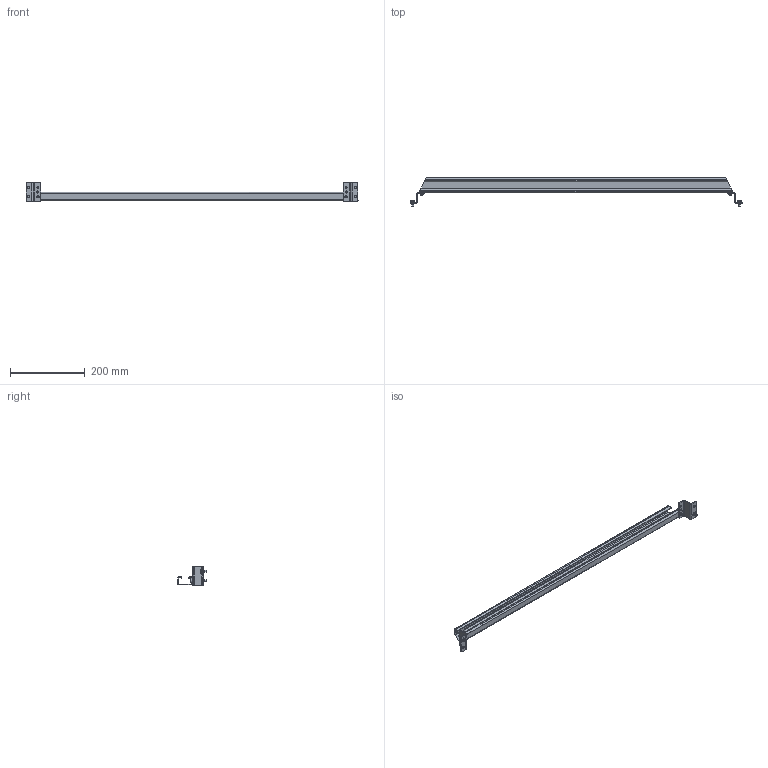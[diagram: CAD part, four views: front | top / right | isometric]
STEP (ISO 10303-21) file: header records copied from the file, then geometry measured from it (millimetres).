
FILE_DESCRIPTION(('STEP AP214'),'1');
FILE_NAME('cctmp_EA02A37A-652A-43DE-AA0A-7563251BDB69_2024_05_06_11_44_23_0838..stp','2024-05-06T09:44:24',('SIEMENS A&D'),('CADClick - www.CADClick.com'),'Spatial InterOp 3D',' ','unknown authorization');
FILE_SCHEMA(('AUTOMOTIVE_DESIGN'));
Length unit declared in the file: millimetre
Products named in the file (8): cc_unnamed; 2024_05_06_11_44_23_0822; 2024_05_06_11_44_23_0780; 2024_05_06_11_44_23_0749; 2024_05_06_11_44_23_0718; 2024_05_06_11_44_23_0686; 2024_05_06_11_44_23_0655; 2024_05_06_11_44_23_0624
Assembly tree (7 placements, depth 2):
  cc_unnamed
    2024_05_06_11_44_23_0822
    2024_05_06_11_44_23_0780
    2024_05_06_11_44_23_0749
    2024_05_06_11_44_23_0718
    2024_05_06_11_44_23_0686
    2024_05_06_11_44_23_0655
    2024_05_06_11_44_23_0624
Bounding box: 889 x 76 x 50 mm (x, y, z)
Volume: 176505.2 mm3; surface area: 180605.7 mm2
Topology: 7 solids, 7 shells, 142 faces, 344 edges, 224 vertices
Faces by surface type: cylinder 72, plane 54, cone 16
Entity records: 5601 total; most frequent: DIRECTION 804, CARTESIAN_POINT 718, ORIENTED_EDGE 688, EDGE_CURVE 344, AXIS2_PLACEMENT_3D 310, VERTEX_POINT 224, LINE 184, VECTOR 184
